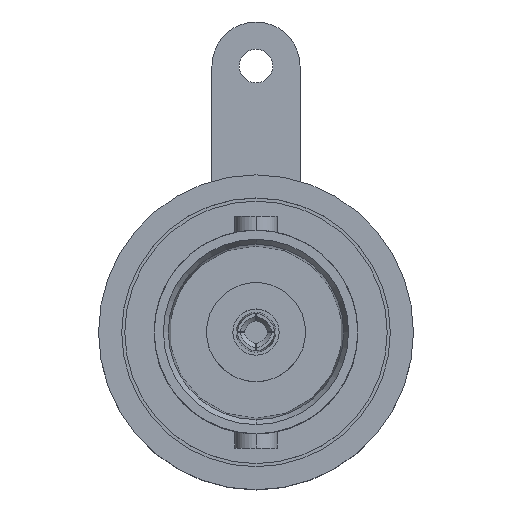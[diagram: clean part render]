
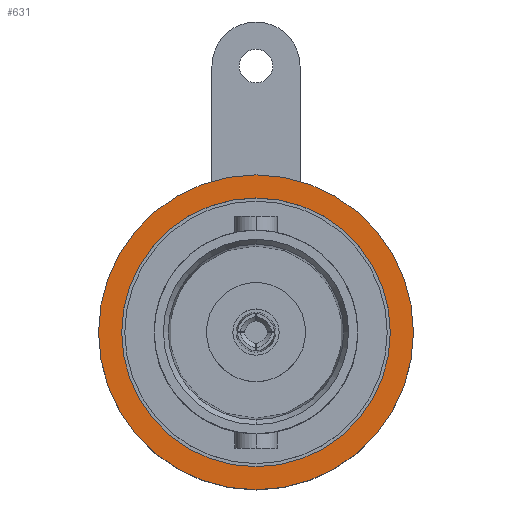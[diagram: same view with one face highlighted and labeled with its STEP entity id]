
A CAD part, top view. The second image highlights one B-rep face of the part: STEP entity #631.
In plain terms, the highlighted planar face has unit normal (0, 0, 1).
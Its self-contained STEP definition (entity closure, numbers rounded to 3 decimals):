
#498 = AXIS2_PLACEMENT_3D ( 'NONE', #10461, #4458, #11437 ) ;
#631 = ADVANCED_FACE ( 'NONE', ( #9462, #6482 ), #10296, .F. ) ;
#862 = EDGE_CURVE ( 'NONE', #9752, #5809, #3765, .T. ) ;
#1284 = CARTESIAN_POINT ( 'NONE',  ( 0., 0., -10.6 ) ) ;
#1416 = EDGE_CURVE ( 'NONE', #6288, #5705, #6111, .T. ) ;
#3248 = CARTESIAN_POINT ( 'NONE',  ( 0., -7.5, -10.6 ) ) ;
#3449 = DIRECTION ( 'NONE',  ( 0., -1., 0. ) ) ;
#3503 = DIRECTION ( 'NONE',  ( 0., 0., -1. ) ) ;
#3765 = CIRCLE ( 'NONE', #8960, 6.4 ) ;
#4458 = DIRECTION ( 'NONE',  ( 0., 0., -1. ) ) ;
#4578 = CIRCLE ( 'NONE', #9832, 7.5 ) ;
#5487 = EDGE_CURVE ( 'NONE', #5705, #6288, #4578, .T. ) ;
#5543 = EDGE_LOOP ( 'NONE', ( #10223, #10854 ) ) ;
#5705 = VERTEX_POINT ( 'NONE', #5886 ) ;
#5809 = VERTEX_POINT ( 'NONE', #12753 ) ;
#5886 = CARTESIAN_POINT ( 'NONE',  ( 0., 7.5, -10.6 ) ) ;
#6111 = CIRCLE ( 'NONE', #10864, 7.5 ) ;
#6288 = VERTEX_POINT ( 'NONE', #3248 ) ;
#6482 = FACE_BOUND ( 'NONE', #7582, .T. ) ;
#6490 = CARTESIAN_POINT ( 'NONE',  ( 0., 0., -10.6 ) ) ;
#7050 = DIRECTION ( 'NONE',  ( 0., -1., 0. ) ) ;
#7582 = EDGE_LOOP ( 'NONE', ( #11162, #11320 ) ) ;
#8258 = CARTESIAN_POINT ( 'NONE',  ( 0., -6.4, -10.6 ) ) ;
#8551 = AXIS2_PLACEMENT_3D ( 'NONE', #9427, #9495, #9611 ) ;
#8955 = DIRECTION ( 'NONE',  ( 0., 0., -1. ) ) ;
#8960 = AXIS2_PLACEMENT_3D ( 'NONE', #1284, #3503, #3449 ) ;
#9427 = CARTESIAN_POINT ( 'NONE',  ( -7.5, 0., -10.6 ) ) ;
#9462 = FACE_OUTER_BOUND ( 'NONE', #5543, .T. ) ;
#9495 = DIRECTION ( 'NONE',  ( 0., 0., -1. ) ) ;
#9611 = DIRECTION ( 'NONE',  ( 0., -1., 0. ) ) ;
#9752 = VERTEX_POINT ( 'NONE', #8258 ) ;
#9809 = DIRECTION ( 'NONE',  ( 0., -1., 0. ) ) ;
#9832 = AXIS2_PLACEMENT_3D ( 'NONE', #9881, #9857, #9809 ) ;
#9857 = DIRECTION ( 'NONE',  ( 0., 0., -1. ) ) ;
#9861 = EDGE_CURVE ( 'NONE', #5809, #9752, #11035, .T. ) ;
#9881 = CARTESIAN_POINT ( 'NONE',  ( 0., 0., -10.6 ) ) ;
#10223 = ORIENTED_EDGE ( 'NONE', *, *, #1416, .F. ) ;
#10296 = PLANE ( 'NONE',  #8551 ) ;
#10461 = CARTESIAN_POINT ( 'NONE',  ( 0., 0., -10.6 ) ) ;
#10854 = ORIENTED_EDGE ( 'NONE', *, *, #5487, .F. ) ;
#10864 = AXIS2_PLACEMENT_3D ( 'NONE', #6490, #8955, #7050 ) ;
#11035 = CIRCLE ( 'NONE', #498, 6.4 ) ;
#11162 = ORIENTED_EDGE ( 'NONE', *, *, #862, .T. ) ;
#11320 = ORIENTED_EDGE ( 'NONE', *, *, #9861, .T. ) ;
#11437 = DIRECTION ( 'NONE',  ( 0., -1., 0. ) ) ;
#12753 = CARTESIAN_POINT ( 'NONE',  ( 0., 6.4, -10.6 ) ) ;
